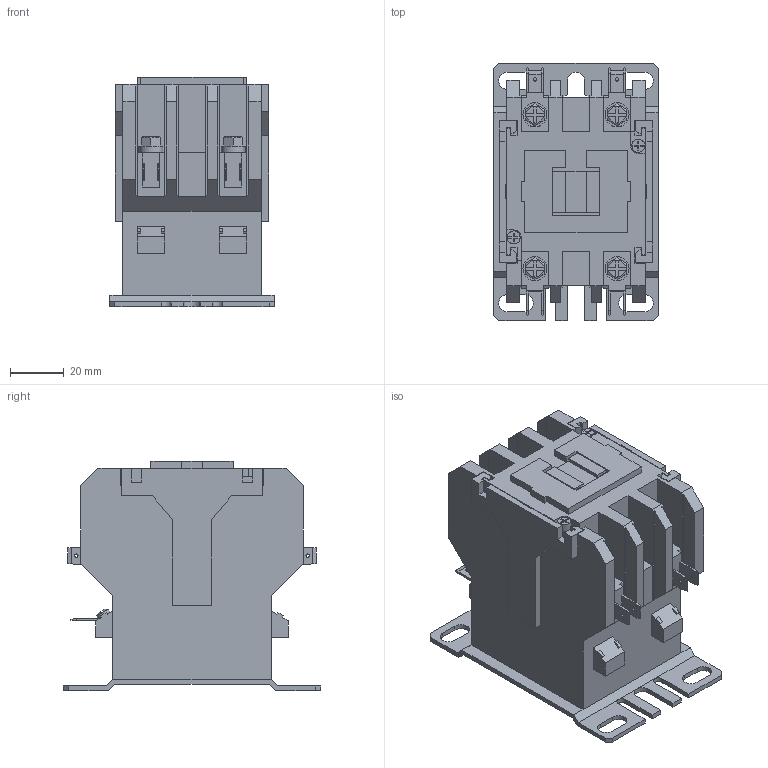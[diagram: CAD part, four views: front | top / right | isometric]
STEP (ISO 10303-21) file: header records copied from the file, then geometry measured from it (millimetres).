
FILE_DESCRIPTION((''),'2;1');
FILE_NAME('C25DND2_.stp','2014-02-11T13:15:06',('E0021267'),(''),'Autodesk Inventor 2013','Autodesk Inventor 2013','');
FILE_SCHEMA(('AUTOMOTIVE_DESIGN { 1 0 10303 214 1 1 1 1 }'));
Length unit declared in the file: inch
Products named in the file (1): C25DND2_
Bounding box: 61 x 95.4 x 85.1 mm (x, y, z)
Volume: 271720.1 mm3; surface area: 48783.2 mm2
Topology: 1 solids, 1 shells, 577 faces, 1685 edges, 1119 vertices
Faces by surface type: plane 531, cylinder 34, cone 8, bspline 4
Full cylindrical faces by diameter (mm): 1.27 x10, 4.826 x2, 5.08 x2, 8.89 x4
Entity records: 18805 total; most frequent: CARTESIAN_POINT 3652, ORIENTED_EDGE 3314, DIRECTION 2834, EDGE_CURVE 1657, VECTOR 1492, LINE 1492, VERTEX_POINT 1109, AXIS2_PLACEMENT_3D 671
